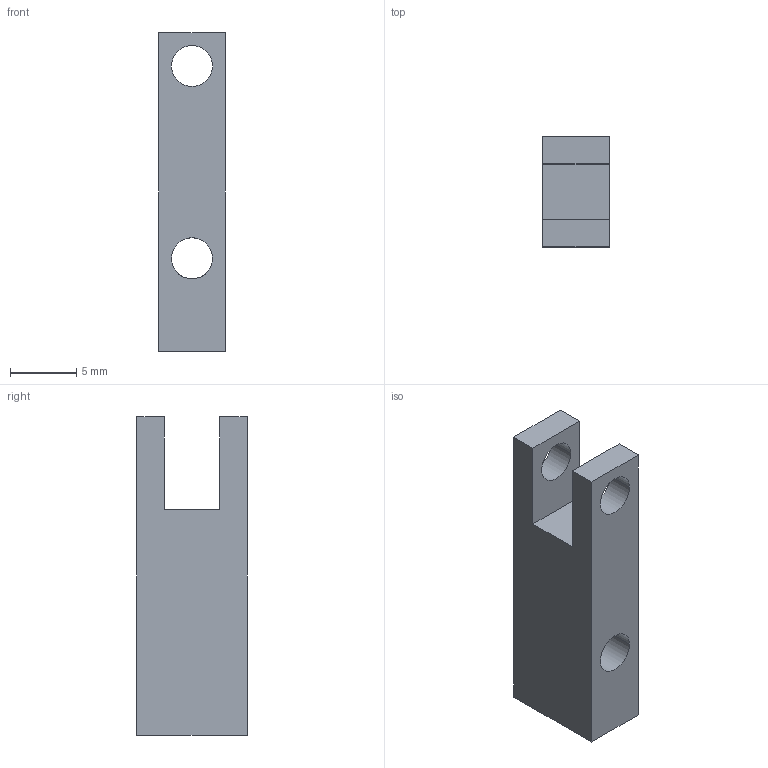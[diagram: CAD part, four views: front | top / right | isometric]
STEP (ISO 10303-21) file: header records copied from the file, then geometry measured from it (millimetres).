
FILE_DESCRIPTION(('CATIA V5 STEP Exchange'),'2;1');
FILE_NAME('Trigger.stp','2020-08-11T07:31:05+00:00',('none'),('none'),'CATIA Version 5 Release 19 GA (IN-10)','CATIA V5 STEP AP203','none');
FILE_SCHEMA(('CONFIG_CONTROL_DESIGN'));
Length unit declared in the file: millimetre
Products named in the file (1): Trigger
Bounding box: 5 x 8.3 x 24 mm (x, y, z)
Volume: 727.5 mm3; surface area: 844.3 mm2
Topology: 1 solids, 1 shells, 24 faces, 60 edges, 40 vertices
Faces by surface type: plane 12, cylinder 12
Entity records: 771 total; most frequent: CARTESIAN_POINT 194, ORIENTED_EDGE 120, DIRECTION 78, EDGE_CURVE 60, VERTEX_POINT 40, VECTOR 34, EDGE_LOOP 34, LINE 34
